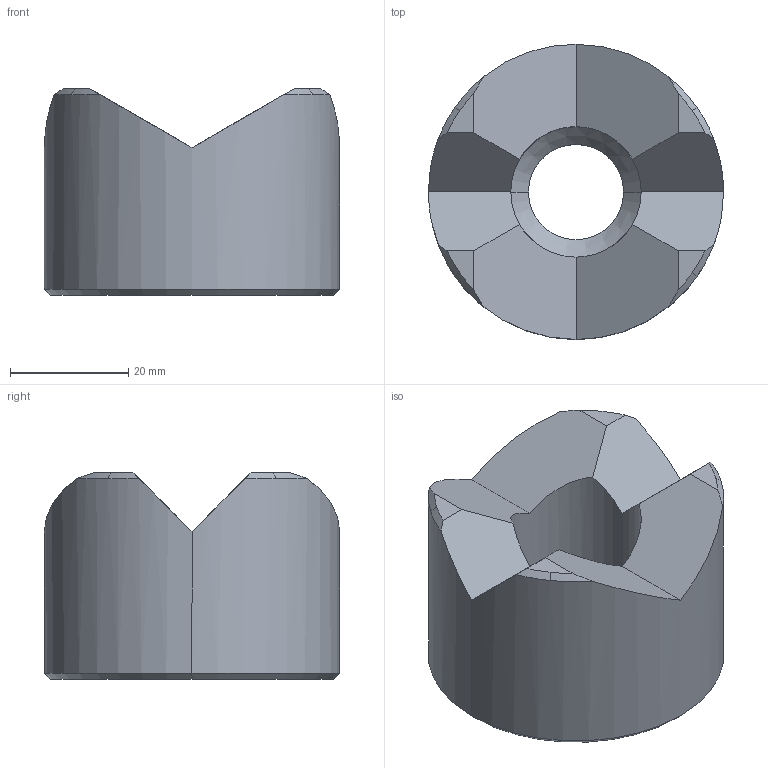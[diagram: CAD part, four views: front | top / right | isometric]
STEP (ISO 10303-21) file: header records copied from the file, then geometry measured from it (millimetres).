
FILE_DESCRIPTION(('STEP AP214'),'1');
FILE_NAME('160641.STP','2011-09-08T07:46:04',(' '),(' '),'Spatial InterOp 3D',' ',' ');
FILE_SCHEMA(('automotive_design'));
Length unit declared in the file: millimetre
Products named in the file (1): Zylinder
Bounding box: 50 x 50 x 35 mm (x, y, z)
Volume: 49414.4 mm3; surface area: 10278 mm2
Topology: 1 solids, 1 shells, 33 faces, 84 edges, 52 vertices
Faces by surface type: cone 14, plane 13, cylinder 6
Entity records: 1302 total; most frequent: DIRECTION 196, CARTESIAN_POINT 178, ORIENTED_EDGE 168, EDGE_CURVE 84, AXIS2_PLACEMENT_3D 82, VERTEX_POINT 52, STYLED_ITEM 34, PRESENTATION_STYLE_ASSIGNMENT 34
